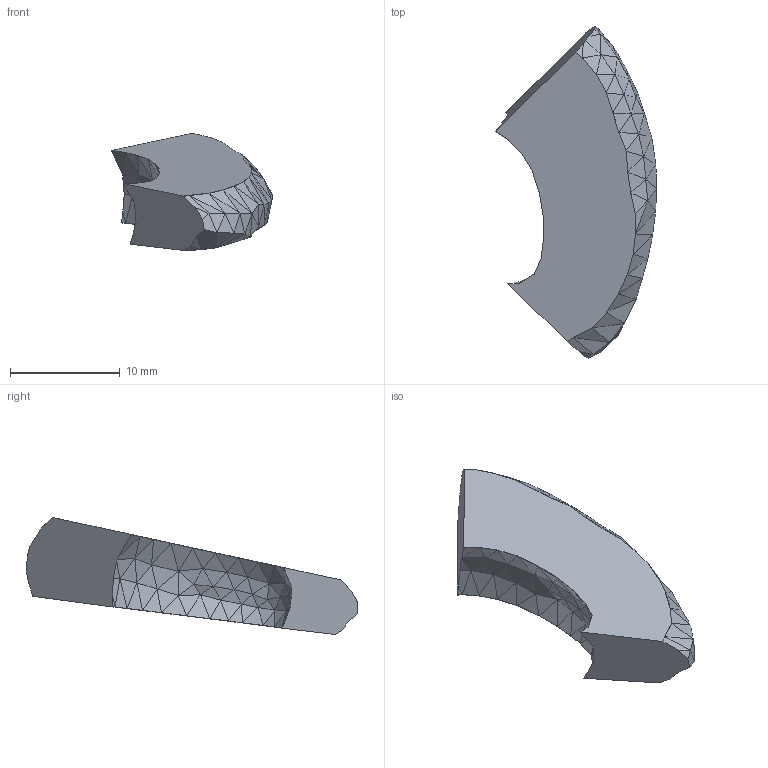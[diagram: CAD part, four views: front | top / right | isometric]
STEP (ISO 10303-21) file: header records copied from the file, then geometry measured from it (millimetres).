
FILE_DESCRIPTION(/* description */ (''),/* implementation_level */ '2;1');
FILE_NAME(/* name */ 'IVD1_Z4.step',/* time_stamp */ '2024-06-23T10:20:36-04:00',/* author */ (''),/* organization */ (''),/* preprocessor_version */ 'ST-DEVELOPER v20',/* originating_system */ 'Autodesk Translation Framework v13.14.0.145',/* authorisation */ '');
FILE_SCHEMA (('AUTOMOTIVE_DESIGN { 1 0 10303 214 3 1 1 }'));
Length unit declared in the file: millimetre
Products named in the file (1): IVD1_Z4
Bounding box: 14.72 x 30.28 x 10.68 mm (x, y, z)
Volume: 1421.8 mm3; surface area: 896 mm2
Topology: 1 solids, 1 shells, 314 faces, 632 edges, 320 vertices
Faces by surface type: plane 314
Entity records: 7617 total; most frequent: CARTESIAN_POINT 1267, ORIENTED_EDGE 1264, DIRECTION 1262, LINE 632, VECTOR 632, EDGE_CURVE 632, VERTEX_POINT 320, AXIS2_PLACEMENT_3D 315
